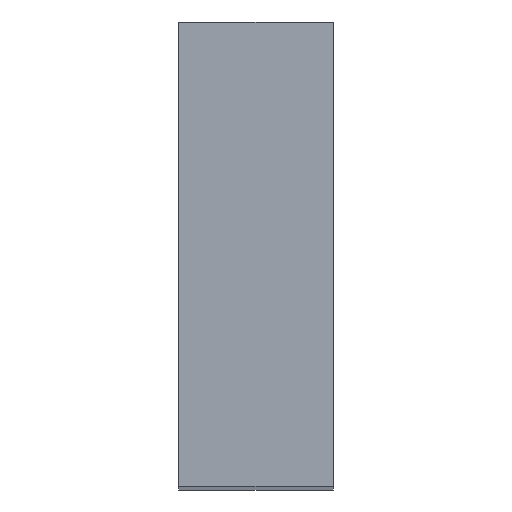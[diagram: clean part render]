
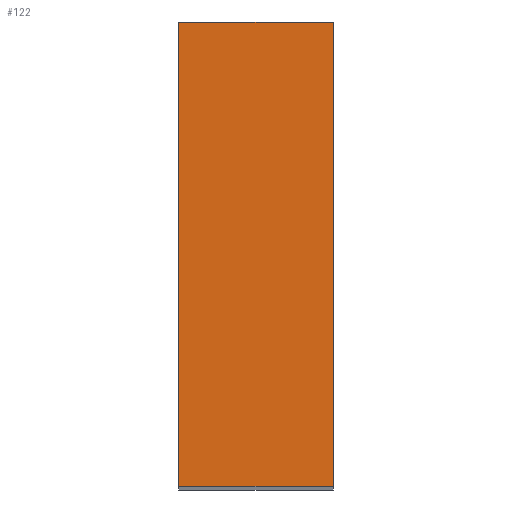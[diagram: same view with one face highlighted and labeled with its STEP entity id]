
A CAD part, top view. The second image highlights one B-rep face of the part: STEP entity #122.
In plain terms, the highlighted planar face has unit normal (0, 0, 1).
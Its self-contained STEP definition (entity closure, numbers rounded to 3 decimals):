
#57=CARTESIAN_POINT('Line Origine',(0.,0.,131.)) ;
#61=CARTESIAN_POINT('Vertex',(-5.,0.,131.)) ;
#63=CARTESIAN_POINT('Vertex',(5.,0.,131.)) ;
#92=CARTESIAN_POINT('Axis2P3D Location',(0.,0.,131.)) ;
#97=CARTESIAN_POINT('Line Origine',(0.,30.,131.)) ;
#101=CARTESIAN_POINT('Vertex',(-5.,30.,131.)) ;
#103=CARTESIAN_POINT('Vertex',(5.,30.,131.)) ;
#106=CARTESIAN_POINT('Line Origine',(-5.,15.,131.)) ;
#111=CARTESIAN_POINT('Line Origine',(5.,15.,131.)) ;
#58=DIRECTION('Vector Direction',(1.,0.,0.)) ;
#93=DIRECTION('Axis2P3D Direction',(0.,0.,-1.)) ;
#94=DIRECTION('Axis2P3D XDirection',(0.,1.,0.)) ;
#98=DIRECTION('Vector Direction',(1.,0.,0.)) ;
#107=DIRECTION('Vector Direction',(0.,1.,0.)) ;
#112=DIRECTION('Vector Direction',(0.,1.,0.)) ;
#95=AXIS2_PLACEMENT_3D('Plane Axis2P3D',#92,#93,#94) ;
#117=ORIENTED_EDGE('',*,*,#105,.F.) ;
#118=ORIENTED_EDGE('',*,*,#110,.T.) ;
#119=ORIENTED_EDGE('',*,*,#65,.T.) ;
#120=ORIENTED_EDGE('',*,*,#115,.F.) ;
#59=VECTOR('Line Direction',#58,1.) ;
#99=VECTOR('Line Direction',#98,1.) ;
#108=VECTOR('Line Direction',#107,1.) ;
#113=VECTOR('Line Direction',#112,1.) ;
#122=ADVANCED_FACE('Corps principal',(#121),#96,.F.) ;
#65=EDGE_CURVE('',#62,#64,#60,.T.) ;
#105=EDGE_CURVE('',#102,#104,#100,.T.) ;
#110=EDGE_CURVE('',#102,#62,#109,.F.) ;
#115=EDGE_CURVE('',#104,#64,#114,.F.) ;
#116=EDGE_LOOP('',(#117,#118,#119,#120)) ;
#121=FACE_OUTER_BOUND('',#116,.T.) ;
#60=LINE('Line',#57,#59) ;
#100=LINE('Line',#97,#99) ;
#109=LINE('Line',#106,#108) ;
#114=LINE('Line',#111,#113) ;
#96=PLANE('Plane',#95) ;
#62=VERTEX_POINT('',#61) ;
#64=VERTEX_POINT('',#63) ;
#102=VERTEX_POINT('',#101) ;
#104=VERTEX_POINT('',#103) ;
